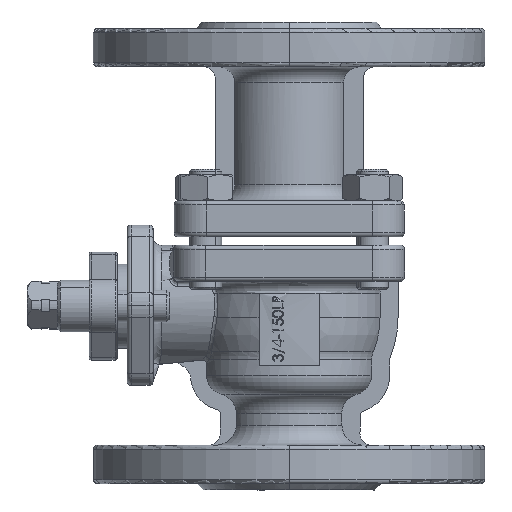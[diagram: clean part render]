
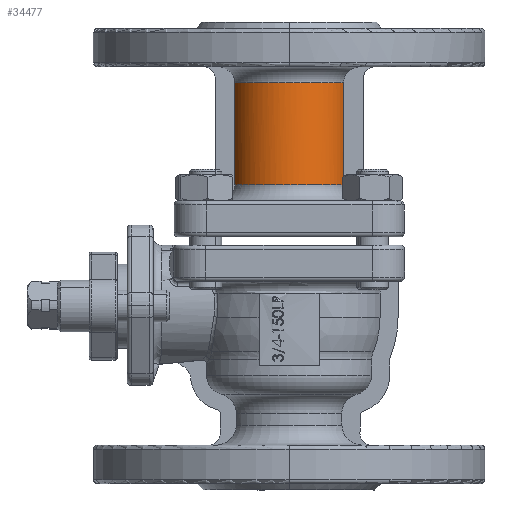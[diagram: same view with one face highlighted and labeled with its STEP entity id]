
A CAD part, left-side view. The second image highlights one B-rep face of the part: STEP entity #34477.
In plain terms, the highlighted cylindrical face has radius 14.5 mm (diameter 29 mm), a partial arc.
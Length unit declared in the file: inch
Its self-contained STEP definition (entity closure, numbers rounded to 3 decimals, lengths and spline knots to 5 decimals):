
#302 = CARTESIAN_POINT ( 'NONE',  ( -0.19685, 0.53585, 0.90945 ) ) ;
#679 = CARTESIAN_POINT ( 'NONE',  ( -0.25127, -0.51586, 1.57874 ) ) ;
#687 = B_SPLINE_CURVE_WITH_KNOTS ( 'NONE', 3,
 ( #34459, #679, #38628, #20035, #22993, #27637, #20278, #15610, #41837, #42087, #26901, #38149, #4855, #1422, #8040, #46497, #45764, #12383 ),
 .UNSPECIFIED., .F., .F.,
 ( 4, 2, 2, 2, 2, 2, 2, 2, 4 ),
 ( 0., 0.125, 0.25, 0.375, 0.5, 0.625, 0.75, 0.875, 1. ),
 .UNSPECIFIED. ) ;
#1231 = VERTEX_POINT ( 'NONE', #11188 ) ;
#1422 = CARTESIAN_POINT ( 'NONE',  ( -0.43493, 0.37428, 1.57874 ) ) ;
#1685 = AXIS2_PLACEMENT_3D ( 'NONE', #45621, #16178, #24293 ) ;
#2383 = CARTESIAN_POINT ( 'NONE',  ( -0.25127, 0.51586, 0.5748 ) ) ;
#3385 = VERTEX_POINT ( 'NONE', #22657 ) ;
#3703 = FACE_OUTER_BOUND ( 'NONE', #11583, .T. ) ;
#4855 = CARTESIAN_POINT ( 'NONE',  ( -0.5013, 0.27919, 1.57874 ) ) ;
#6236 = ORIENTED_EDGE ( 'NONE', *, *, #46399, .F. ) ;
#6994 = CARTESIAN_POINT ( 'NONE',  ( -0.19685, -0.53585, 0.5748 ) ) ;
#7594 = VERTEX_POINT ( 'NONE', #43092 ) ;
#8040 = CARTESIAN_POINT ( 'NONE',  ( -0.39445, 0.41672, 1.57874 ) ) ;
#8373 = CARTESIAN_POINT ( 'NONE',  ( -0.19685, 0.53585, 1.57874 ) ) ;
#8658 = EDGE_CURVE ( 'NONE', #1231, #7594, #46204, .T. ) ;
#10163 = CARTESIAN_POINT ( 'NONE',  ( -0.52718, 0.22656, 0.5748 ) ) ;
#10411 = CARTESIAN_POINT ( 'NONE',  ( -0.56197, -0.11595, 0.5748 ) ) ;
#11188 = CARTESIAN_POINT ( 'NONE',  ( -0.19685, 0.53585, 0.5748 ) ) ;
#11583 = EDGE_LOOP ( 'NONE', ( #6236, #33380, #12713, #21598 ) ) ;
#12383 = CARTESIAN_POINT ( 'NONE',  ( -0.19685, 0.53585, 1.57874 ) ) ;
#12713 = ORIENTED_EDGE ( 'NONE', *, *, #32558, .F. ) ;
#14068 = CARTESIAN_POINT ( 'NONE',  ( -0.57087, 0.05798, 0.5748 ) ) ;
#15584 = B_SPLINE_CURVE_WITH_KNOTS ( 'NONE', 3,
 ( #34672, #20003, #23701, #46461 ),
 .UNSPECIFIED., .F., .F.,
 ( 4, 4 ),
 ( 0., 1. ),
 .UNSPECIFIED. ) ;
#15610 = CARTESIAN_POINT ( 'NONE',  ( -0.56197, -0.11595, 1.57874 ) ) ;
#16178 = DIRECTION ( 'NONE',  ( 0., 0., 1. ) ) ;
#17767 = CARTESIAN_POINT ( 'NONE',  ( -0.43493, 0.37428, 0.5748 ) ) ;
#18023 = CARTESIAN_POINT ( 'NONE',  ( -0.25127, -0.51586, 0.5748 ) ) ;
#18264 = CARTESIAN_POINT ( 'NONE',  ( -0.39445, -0.41672, 0.5748 ) ) ;
#18676 = CARTESIAN_POINT ( 'NONE',  ( -0.19685, 0.53585, 0.5748 ) ) ;
#20003 = CARTESIAN_POINT ( 'NONE',  ( -0.19685, -0.53585, 1.24409 ) ) ;
#20035 = CARTESIAN_POINT ( 'NONE',  ( -0.39445, -0.41672, 1.57874 ) ) ;
#20278 = CARTESIAN_POINT ( 'NONE',  ( -0.52718, -0.22656, 1.57874 ) ) ;
#21257 = CARTESIAN_POINT ( 'NONE',  ( -0.19685, 0.53585, 0.5748 ) ) ;
#21598 = ORIENTED_EDGE ( 'NONE', *, *, #41368, .T. ) ;
#21992 = CARTESIAN_POINT ( 'NONE',  ( -0.39445, 0.41672, 0.5748 ) ) ;
#22421 = CARTESIAN_POINT ( 'NONE',  ( -0.19685, 0.53585, 1.57874 ) ) ;
#22657 = CARTESIAN_POINT ( 'NONE',  ( -0.19685, -0.53585, 1.57874 ) ) ;
#22993 = CARTESIAN_POINT ( 'NONE',  ( -0.43493, -0.37428, 1.57874 ) ) ;
#23701 = CARTESIAN_POINT ( 'NONE',  ( -0.19685, -0.53585, 0.90945 ) ) ;
#24293 = DIRECTION ( 'NONE',  ( 1., 0., 0. ) ) ;
#25381 = CARTESIAN_POINT ( 'NONE',  ( -0.5013, -0.27919, 0.5748 ) ) ;
#25777 = CYLINDRICAL_SURFACE ( 'NONE', #1685, 0.57087 ) ;
#26901 = CARTESIAN_POINT ( 'NONE',  ( -0.56197, 0.11595, 1.57874 ) ) ;
#27637 = CARTESIAN_POINT ( 'NONE',  ( -0.5013, -0.27919, 1.57874 ) ) ;
#28817 = CARTESIAN_POINT ( 'NONE',  ( -0.30262, 0.48752, 0.5748 ) ) ;
#29299 = CARTESIAN_POINT ( 'NONE',  ( -0.52718, -0.22656, 0.5748 ) ) ;
#30180 = CARTESIAN_POINT ( 'NONE',  ( -0.19685, 0.53585, 1.24409 ) ) ;
#32558 = EDGE_CURVE ( 'NONE', #3385, #7594, #15584, .T. ) ;
#32717 = CARTESIAN_POINT ( 'NONE',  ( -0.5013, 0.27919, 0.5748 ) ) ;
#33380 = ORIENTED_EDGE ( 'NONE', *, *, #8658, .T. ) ;
#33580 = VERTEX_POINT ( 'NONE', #22421 ) ;
#34459 = CARTESIAN_POINT ( 'NONE',  ( -0.19685, -0.53585, 1.57874 ) ) ;
#34477 = ADVANCED_FACE ( 'NONE', ( #3703 ), #25777, .T. ) ;
#34672 = CARTESIAN_POINT ( 'NONE',  ( -0.19685, -0.53585, 1.57874 ) ) ;
#36883 = CARTESIAN_POINT ( 'NONE',  ( -0.43493, -0.37428, 0.5748 ) ) ;
#38149 = CARTESIAN_POINT ( 'NONE',  ( -0.52718, 0.22656, 1.57874 ) ) ;
#38628 = CARTESIAN_POINT ( 'NONE',  ( -0.30262, -0.48752, 1.57874 ) ) ;
#40539 = CARTESIAN_POINT ( 'NONE',  ( -0.30262, -0.48752, 0.5748 ) ) ;
#41368 = EDGE_CURVE ( 'NONE', #3385, #33580, #687, .T. ) ;
#41837 = CARTESIAN_POINT ( 'NONE',  ( -0.57087, -0.05798, 1.57874 ) ) ;
#42087 = CARTESIAN_POINT ( 'NONE',  ( -0.57087, 0.05798, 1.57874 ) ) ;
#43092 = CARTESIAN_POINT ( 'NONE',  ( -0.19685, -0.53585, 0.5748 ) ) ;
#44008 = CARTESIAN_POINT ( 'NONE',  ( -0.57087, -0.05798, 0.5748 ) ) ;
#45621 = CARTESIAN_POINT ( 'NONE',  ( 0., 0., 3.23805 ) ) ;
#45764 = CARTESIAN_POINT ( 'NONE',  ( -0.25127, 0.51586, 1.57874 ) ) ;
#46204 = B_SPLINE_CURVE_WITH_KNOTS ( 'NONE', 3,
 ( #21257, #2383, #28817, #21992, #17767, #32717, #10163, #47662, #14068, #44008, #10411, #29299, #25381, #36883, #18264, #40539, #18023, #6994 ),
 .UNSPECIFIED., .F., .F.,
 ( 4, 2, 2, 2, 2, 2, 2, 2, 4 ),
 ( 0., 0.125, 0.25, 0.375, 0.5, 0.625, 0.75, 0.875, 1. ),
 .UNSPECIFIED. ) ;
#46399 = EDGE_CURVE ( 'NONE', #1231, #33580, #47569, .T. ) ;
#46461 = CARTESIAN_POINT ( 'NONE',  ( -0.19685, -0.53585, 0.5748 ) ) ;
#46497 = CARTESIAN_POINT ( 'NONE',  ( -0.30262, 0.48752, 1.57874 ) ) ;
#47569 = B_SPLINE_CURVE_WITH_KNOTS ( 'NONE', 3,
 ( #18676, #302, #30180, #8373 ),
 .UNSPECIFIED., .F., .F.,
 ( 4, 4 ),
 ( 0., 1. ),
 .UNSPECIFIED. ) ;
#47662 = CARTESIAN_POINT ( 'NONE',  ( -0.56197, 0.11595, 0.5748 ) ) ;
